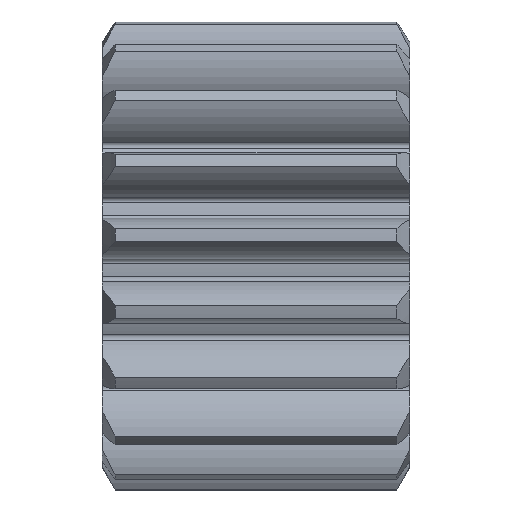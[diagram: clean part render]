
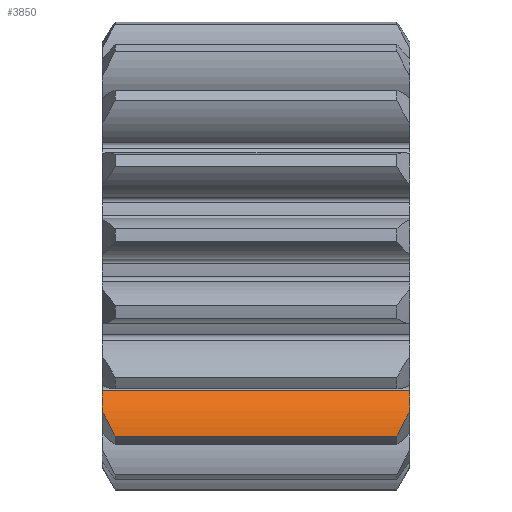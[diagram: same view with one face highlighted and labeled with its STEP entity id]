
A CAD part, top view. The second image highlights one B-rep face of the part: STEP entity #3850.
In plain terms, the highlighted cylindrical face has radius 2.599 mm (diameter 5.199 mm), a partial arc.
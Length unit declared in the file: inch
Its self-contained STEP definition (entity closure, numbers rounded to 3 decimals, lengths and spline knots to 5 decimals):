
#811=CARTESIAN_POINT('',(-0.21654,-0.22016,0.20263));
#812=VERTEX_POINT('',#811);
#820=CARTESIAN_POINT('',(-0.21654,-0.19137,0.1845));
#821=VERTEX_POINT('',#820);
#822=CARTESIAN_POINT('',(-0.21654,-0.25953,0.10817));
#823=DIRECTION('',(-1.,0.0,0.0));
#824=DIRECTION('',(0.0,-0.666,-0.746));
#825=AXIS2_PLACEMENT_3D('',#822,#823,#824);
#826=CIRCLE('',#825,0.10234);
#827=EDGE_CURVE('',#812,#821,#826,.T.);
#1885=CARTESIAN_POINT('',(0.21654,-0.19137,0.1845));
#1886=VERTEX_POINT('',#1885);
#1894=CARTESIAN_POINT('',(0.21654,-0.22016,0.20263));
#1895=VERTEX_POINT('',#1894);
#1896=CARTESIAN_POINT('',(0.21654,-0.25953,0.10817));
#1897=DIRECTION('',(1.,0.0,0.0));
#1898=DIRECTION('',(0.0,-0.666,-0.746));
#1899=AXIS2_PLACEMENT_3D('',#1896,#1897,#1898);
#1900=CIRCLE('',#1899,0.10234);
#1901=EDGE_CURVE('',#1886,#1895,#1900,.T.);
#3784=CARTESIAN_POINT('',(0.21654,-0.19137,0.1845));
#3785=DIRECTION('',(-1.0,0.0,0.0));
#3786=VECTOR('',#3785,0.43307);
#3787=LINE('',#3784,#3786);
#3788=EDGE_CURVE('',#1886,#821,#3787,.T.);
#3812=CARTESIAN_POINT('',(0.21654,-0.25953,0.10817));
#3813=DIRECTION('',(-1.0,0.0,0.0));
#3814=DIRECTION('',(0.0,-0.666,-0.746));
#3815=AXIS2_PLACEMENT_3D('',#3812,#3813,#3814);
#3816=CYLINDRICAL_SURFACE('',#3815,0.10234);
#3817=ORIENTED_EDGE('',*,*,#827,.F.);
#3818=CARTESIAN_POINT('',(-0.19835,-0.25514,0.21041));
#3819=VERTEX_POINT('',#3818);
#3820=CARTESIAN_POINT('',(-0.19835,-0.25514,0.21041));
#3821=CARTESIAN_POINT('',(-0.20225,-0.24668,0.21005));
#3822=CARTESIAN_POINT('',(-0.20645,-0.23828,0.20863));
#3823=CARTESIAN_POINT('',(-0.2127,-0.22681,0.2052));
#3824=CARTESIAN_POINT('',(-0.21461,-0.22344,0.204));
#3825=CARTESIAN_POINT('',(-0.21654,-0.22016,0.20263));
#3826=B_SPLINE_CURVE_WITH_KNOTS('',3,(#3820,#3821,#3822,#3823,#3824,#3825),.UNSPECIFIED.,.F.,.U.,(4,2,4),(0.84698,0.91548,0.94479),.UNSPECIFIED.);
#3827=EDGE_CURVE('',#3819,#812,#3826,.T.);
#3828=ORIENTED_EDGE('',*,*,#3827,.F.);
#3829=CARTESIAN_POINT('',(0.19835,-0.25514,0.21041));
#3830=VERTEX_POINT('',#3829);
#3831=CARTESIAN_POINT('',(0.19835,-0.25514,0.21041));
#3832=DIRECTION('',(-1.0,0.0,0.0));
#3833=VECTOR('',#3832,0.3967);
#3834=LINE('',#3831,#3833);
#3835=EDGE_CURVE('',#3830,#3819,#3834,.T.);
#3836=ORIENTED_EDGE('',*,*,#3835,.F.);
#3837=CARTESIAN_POINT('',(0.21654,-0.22016,0.20263));
#3838=CARTESIAN_POINT('',(0.21461,-0.22344,0.204));
#3839=CARTESIAN_POINT('',(0.2127,-0.22681,0.2052));
#3840=CARTESIAN_POINT('',(0.20645,-0.23828,0.20863));
#3841=CARTESIAN_POINT('',(0.20225,-0.24668,0.21005));
#3842=CARTESIAN_POINT('',(0.19835,-0.25514,0.21041));
#3843=B_SPLINE_CURVE_WITH_KNOTS('',3,(#3837,#3838,#3839,#3840,#3841,#3842),.UNSPECIFIED.,.F.,.U.,(4,2,4),(0.75152,0.78083,0.84933),.UNSPECIFIED.);
#3844=EDGE_CURVE('',#1895,#3830,#3843,.T.);
#3845=ORIENTED_EDGE('',*,*,#3844,.F.);
#3846=ORIENTED_EDGE('',*,*,#1901,.F.);
#3847=ORIENTED_EDGE('',*,*,#3788,.T.);
#3848=EDGE_LOOP('',(#3817,#3828,#3836,#3845,#3846,#3847));
#3849=FACE_OUTER_BOUND('',#3848,.T.);
#3850=ADVANCED_FACE('',(#3849),#3816,.T.);
